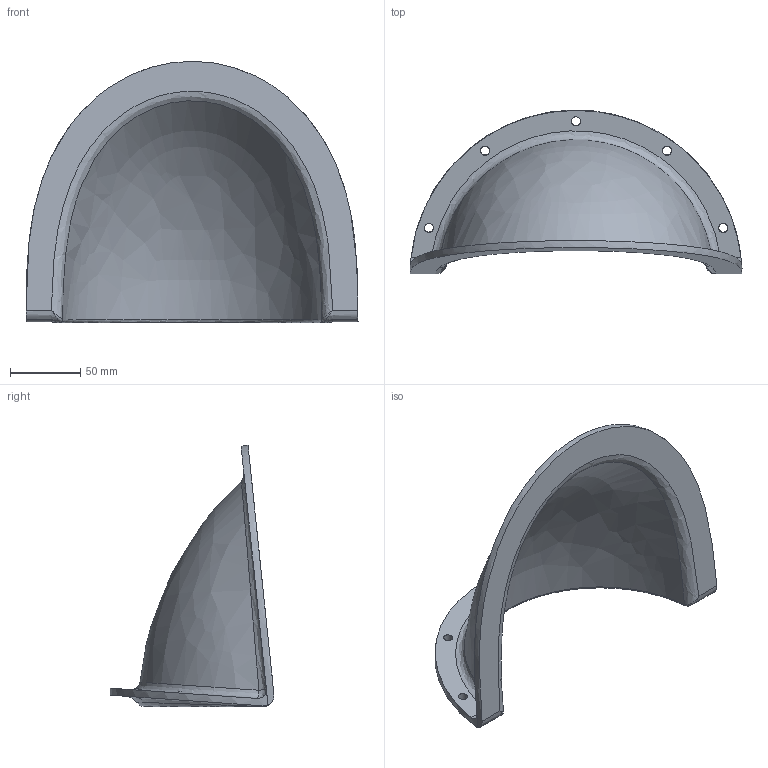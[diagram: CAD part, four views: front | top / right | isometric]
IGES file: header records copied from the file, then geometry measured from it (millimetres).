
Global section: file name: Ø185 short model SE80-100,; native system: Autodesk Inventor 2015; preprocessor: unknown; author: Elvira H.; date: 20151015.094815; units: millimetre
Bounding box: 236 x 116.54 x 185.8 mm (x, y, z)
Volume: 274657.3 mm3; surface area: 110681.8 mm2
Topology: 1 solids, 1 shells, 39 faces, 106 edges, 67 vertices
Faces by surface type: bspline 39
